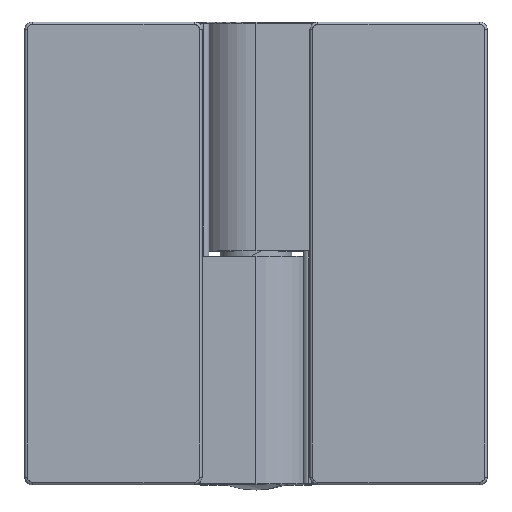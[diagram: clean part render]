
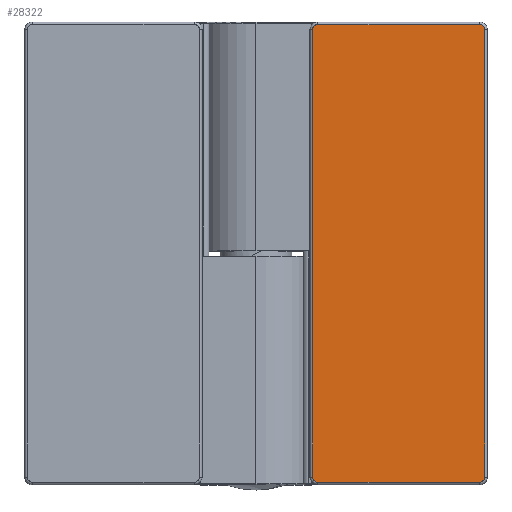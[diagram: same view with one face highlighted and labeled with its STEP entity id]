
A CAD part, top view. The second image highlights one B-rep face of the part: STEP entity #28322.
In plain terms, the highlighted planar face has unit normal (0, 0, 1).
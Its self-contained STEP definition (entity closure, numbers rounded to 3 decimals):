
#1600 = EDGE_CURVE ( 'NONE', #18299, #13767, #18015, .T. ) ;
#2454 = PLANE ( 'NONE',  #4316 ) ;
#2641 = CARTESIAN_POINT ( 'NONE',  ( 61.655, 18.472, 83.309 ) ) ;
#3463 = CARTESIAN_POINT ( 'NONE',  ( 29.155, 106.472, 83.309 ) ) ;
#3787 = AXIS2_PLACEMENT_3D ( 'NONE', #11702, #19259, #13941 ) ;
#4316 = AXIS2_PLACEMENT_3D ( 'NONE', #32725, #33233, #14873 ) ;
#4492 = CARTESIAN_POINT ( 'NONE',  ( 29.155, 19.472, 83.309 ) ) ;
#5021 = ORIENTED_EDGE ( 'NONE', *, *, #28672, .T. ) ;
#6370 = EDGE_CURVE ( 'NONE', #6541, #28607, #31247, .T. ) ;
#6446 = AXIS2_PLACEMENT_3D ( 'NONE', #8764, #17327, #27797 ) ;
#6541 = VERTEX_POINT ( 'NONE', #10965 ) ;
#6605 = ORIENTED_EDGE ( 'NONE', *, *, #1600, .T. ) ;
#7564 = CIRCLE ( 'NONE', #6446, 1. ) ;
#8290 = DIRECTION ( 'NONE',  ( 1., 0., 0. ) ) ;
#8753 = ORIENTED_EDGE ( 'NONE', *, *, #6370, .T. ) ;
#8764 = CARTESIAN_POINT ( 'NONE',  ( 30.155, 106.472, 83.309 ) ) ;
#9751 = AXIS2_PLACEMENT_3D ( 'NONE', #16679, #21982, #27317 ) ;
#10965 = CARTESIAN_POINT ( 'NONE',  ( 62.655, 19.472, 83.309 ) ) ;
#10971 = ORIENTED_EDGE ( 'NONE', *, *, #25134, .T. ) ;
#11014 = EDGE_CURVE ( 'NONE', #28455, #24237, #17298, .T. ) ;
#11197 = CARTESIAN_POINT ( 'NONE',  ( 61.655, 18.472, 83.309 ) ) ;
#11702 = CARTESIAN_POINT ( 'NONE',  ( 61.655, 19.472, 83.309 ) ) ;
#12424 = VECTOR ( 'NONE', #8290, 1000. ) ;
#13274 = LINE ( 'NONE', #11197, #12424 ) ;
#13767 = VERTEX_POINT ( 'NONE', #4492 ) ;
#13941 = DIRECTION ( 'NONE',  ( 1., 0., 0. ) ) ;
#14352 = FACE_OUTER_BOUND ( 'NONE', #33710, .T. ) ;
#14873 = DIRECTION ( 'NONE',  ( 1., 0., 0. ) ) ;
#15204 = EDGE_CURVE ( 'NONE', #24237, #18299, #7564, .T. ) ;
#15207 = CIRCLE ( 'NONE', #26716, 1. ) ;
#15349 = ORIENTED_EDGE ( 'NONE', *, *, #15204, .T. ) ;
#16435 = CARTESIAN_POINT ( 'NONE',  ( 30.155, 107.472, 83.309 ) ) ;
#16490 = DIRECTION ( 'NONE',  ( 1., 0., 0. ) ) ;
#16679 = CARTESIAN_POINT ( 'NONE',  ( 30.155, 19.472, 83.309 ) ) ;
#16716 = VECTOR ( 'NONE', #28481, 1000. ) ;
#16955 = CIRCLE ( 'NONE', #3787, 1. ) ;
#17298 = LINE ( 'NONE', #32936, #31788 ) ;
#17327 = DIRECTION ( 'NONE',  ( 0., 0., 1. ) ) ;
#18015 = LINE ( 'NONE', #26071, #16716 ) ;
#18299 = VERTEX_POINT ( 'NONE', #3463 ) ;
#19259 = DIRECTION ( 'NONE',  ( 0., 0., 1. ) ) ;
#19835 = ORIENTED_EDGE ( 'NONE', *, *, #31791, .T. ) ;
#21139 = VERTEX_POINT ( 'NONE', #33818 ) ;
#21982 = DIRECTION ( 'NONE',  ( 0., 0., 1. ) ) ;
#23502 = CARTESIAN_POINT ( 'NONE',  ( 62.655, 106.472, 83.309 ) ) ;
#23674 = DIRECTION ( 'NONE',  ( 0., 1., 0. ) ) ;
#24237 = VERTEX_POINT ( 'NONE', #16435 ) ;
#24552 = CIRCLE ( 'NONE', #9751, 1. ) ;
#24559 = EDGE_CURVE ( 'NONE', #21139, #30925, #13274, .T. ) ;
#25134 = EDGE_CURVE ( 'NONE', #28607, #28455, #15207, .T. ) ;
#26071 = CARTESIAN_POINT ( 'NONE',  ( 29.155, 19.472, 83.309 ) ) ;
#26716 = AXIS2_PLACEMENT_3D ( 'NONE', #29525, #27631, #16490 ) ;
#26831 = CARTESIAN_POINT ( 'NONE',  ( 61.655, 107.472, 83.309 ) ) ;
#27317 = DIRECTION ( 'NONE',  ( 1., 0., 0. ) ) ;
#27381 = ORIENTED_EDGE ( 'NONE', *, *, #24559, .T. ) ;
#27631 = DIRECTION ( 'NONE',  ( 0., 0., 1. ) ) ;
#27764 = DIRECTION ( 'NONE',  ( -1., 0., 0. ) ) ;
#27797 = DIRECTION ( 'NONE',  ( 1., 0., 0. ) ) ;
#28322 = ADVANCED_FACE ( 'NONE', ( #14352 ), #2454, .T. ) ;
#28455 = VERTEX_POINT ( 'NONE', #26831 ) ;
#28481 = DIRECTION ( 'NONE',  ( 0., -1., 0. ) ) ;
#28607 = VERTEX_POINT ( 'NONE', #30075 ) ;
#28672 = EDGE_CURVE ( 'NONE', #30925, #6541, #16955, .T. ) ;
#29525 = CARTESIAN_POINT ( 'NONE',  ( 61.655, 106.472, 83.309 ) ) ;
#30075 = CARTESIAN_POINT ( 'NONE',  ( 62.655, 106.472, 83.309 ) ) ;
#30925 = VERTEX_POINT ( 'NONE', #2641 ) ;
#31247 = LINE ( 'NONE', #23502, #33596 ) ;
#31788 = VECTOR ( 'NONE', #27764, 1000. ) ;
#31791 = EDGE_CURVE ( 'NONE', #13767, #21139, #24552, .T. ) ;
#32725 = CARTESIAN_POINT ( 'NONE',  ( 45.905, 62.972, 83.309 ) ) ;
#32935 = ORIENTED_EDGE ( 'NONE', *, *, #11014, .T. ) ;
#32936 = CARTESIAN_POINT ( 'NONE',  ( 30.155, 107.472, 83.309 ) ) ;
#33233 = DIRECTION ( 'NONE',  ( 0., 0., 1. ) ) ;
#33596 = VECTOR ( 'NONE', #23674, 1000. ) ;
#33710 = EDGE_LOOP ( 'NONE', ( #8753, #10971, #32935, #15349, #6605, #19835, #27381, #5021 ) ) ;
#33818 = CARTESIAN_POINT ( 'NONE',  ( 30.155, 18.472, 83.309 ) ) ;
